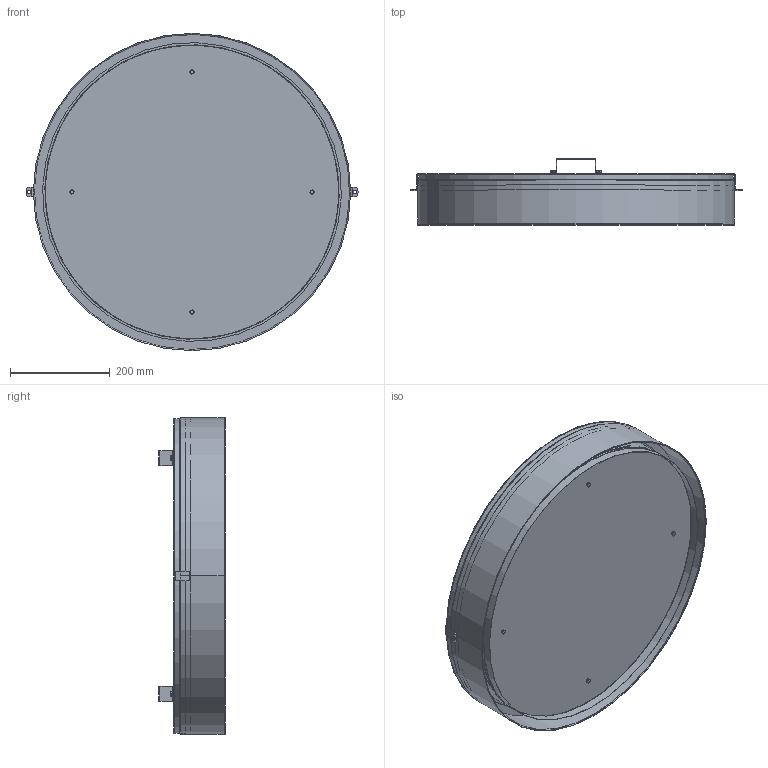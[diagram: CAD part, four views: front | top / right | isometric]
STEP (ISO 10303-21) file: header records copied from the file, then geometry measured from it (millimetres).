
FILE_DESCRIPTION(/* description */ ('Renslock EI 60'),/* implementation_level */ '2;1');
FILE_NAME(/* name */ 'HF3-0011.stp',/* time_stamp */ '2017-01-26T01:58:33-08:00',/* author */ ('CAD'),/* organization */ (''),/* preprocessor_version */ 'ST-DEVELOPER v16.5',/* originating_system */ 'Autodesk Inventor 2017',/* authorisation */ '');
FILE_SCHEMA (('AUTOMOTIVE_DESIGN { 1 0 10303 214 3 1 1 }'));
Length unit declared in the file: millimetre
Products named in the file (14): HRL-3H-8; HRL-3H-AD-8; 999177_Ø633; Ø590x50; HRL-3H-AC-8; HRL-3H-AB-8; HRL-3H-AA-8; Blindnitmutter M5; 116049_2; 112080; HÄLHH-AC; ISO 4762 - M5 x 20; ISO 7089 - 5 - 140 HV; ISO 4014 - M5 x 70
Assembly tree (32 placements, depth 3):
  HRL-3H-8
    HRL-3H-AD-8
    999177_Ø633  x3
    Ø590x50
    HRL-3H-AC-8
      HRL-3H-AB-8
      HRL-3H-AA-8
      Blindnitmutter M5  x8
    ISO 4014 - M5 x 70  x4
    116049_2
    112080
    HÄLHH-AC  x2
    ISO 4762 - M5 x 20  x4
    ISO 7089 - 5 - 140 HV  x4
Bounding box: 666.5 x 133 x 637.2 mm (x, y, z)
Volume: 24550289.8 mm3; surface area: 5079009 mm2
Topology: 31 solids, 31 shells, 652 faces, 1421 edges, 851 vertices
Faces by surface type: cylinder 235, plane 228, cone 164, torus 25
Full cylindrical faces by diameter (mm): 4.134 x48, 5 x64, 5.3 x4, 5.5 x8, 5.6 x8, 6.6 x2, 6.88 x4, 7 x16, 7.5 x8, 8.5 x4, 9 x8, 10 x4, 590 x5, 591.2 x2, 600 x1, 633 x3, 633.2 x1, 633.5 x1, 635.2 x1, 637.2 x1
Entity records: 6459 total; most frequent: DIRECTION 1134, CARTESIAN_POINT 1066, ORIENTED_EDGE 826, AXIS2_PLACEMENT_3D 472, EDGE_CURVE 413, EDGE_LOOP 335, VERTEX_POINT 278, FACE_OUTER_BOUND 229
